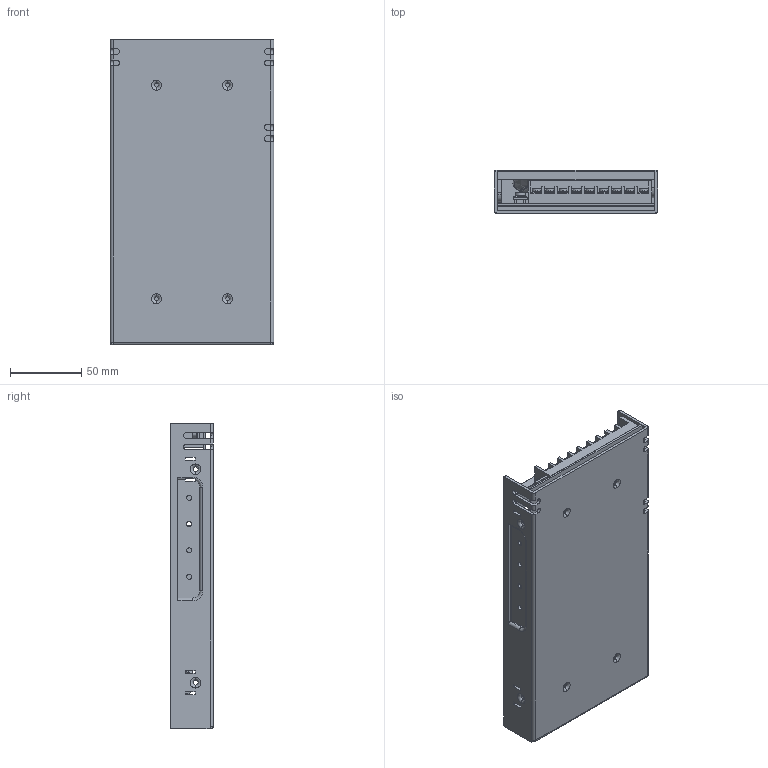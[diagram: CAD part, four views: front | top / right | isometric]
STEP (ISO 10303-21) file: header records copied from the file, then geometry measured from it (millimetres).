
FILE_DESCRIPTION (( 'STEP AP214' ), '1' );
FILE_NAME ('LRS-350-24.STEP', '2024-02-07T03:25:16', ( '' ), ( '' ), 'SwSTEP 2.0', 'SolidWorks 2023', '' );
FILE_SCHEMA (( 'AUTOMOTIVE_DESIGN' ));
Length unit declared in the file: millimetre
Products named in the file (1): LRS-350-24
Bounding box: 115 x 30 x 215 mm (x, y, z)
Volume: 147801.1 mm3; surface area: 190423.2 mm2
Topology: 5 solids, 5 shells, 1013 faces, 2622 edges, 1600 vertices
Faces by surface type: plane 425, cylinder 360, bspline 110, torus 88, sphere 30
Entity records: 36465 total; most frequent: CARTESIAN_POINT 12743, ORIENTED_EDGE 5192, DIRECTION 4636, EDGE_CURVE 2596, AXIS2_PLACEMENT_3D 1622, VERTEX_POINT 1595, LINE 1392, VECTOR 1392
